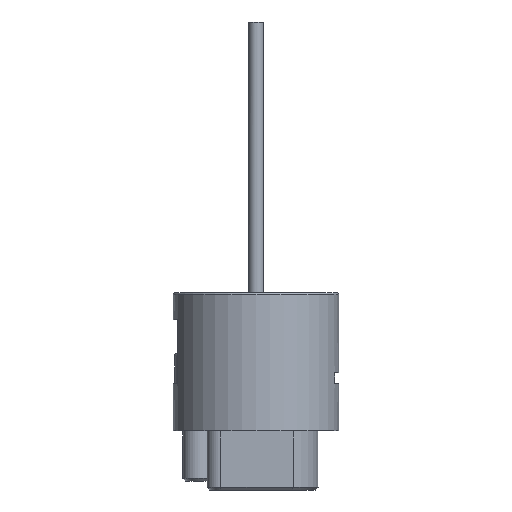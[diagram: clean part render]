
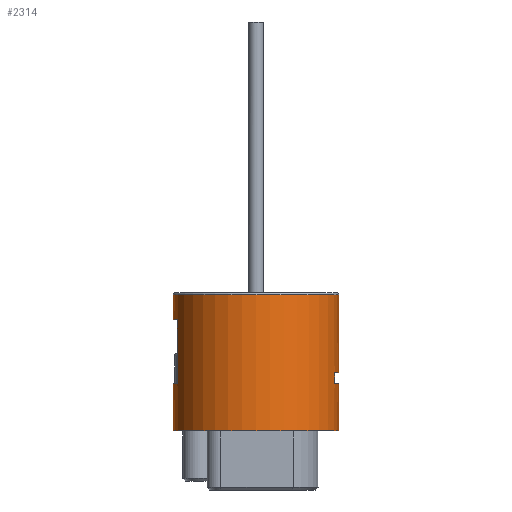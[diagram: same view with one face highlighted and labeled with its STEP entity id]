
A CAD part, left-side view. The second image highlights one B-rep face of the part: STEP entity #2314.
In plain terms, the highlighted cylindrical face has radius 7.747 mm (diameter 15.494 mm), a full revolution.
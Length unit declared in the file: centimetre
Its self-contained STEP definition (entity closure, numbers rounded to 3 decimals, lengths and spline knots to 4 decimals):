
#252=CIRCLE('',#2443,0.7747);
#262=CIRCLE('',#2454,0.7747);
#304=CIRCLE('',#2560,0.7747);
#307=CIRCLE('',#2564,0.7747);
#310=CIRCLE('',#2571,0.7747);
#311=CIRCLE('',#2573,0.7747);
#412=VERTEX_POINT('',#3472);
#413=VERTEX_POINT('',#3473);
#425=VERTEX_POINT('',#3499);
#444=VERTEX_POINT('',#3539);
#508=VERTEX_POINT('',#3755);
#509=VERTEX_POINT('',#3756);
#512=VERTEX_POINT('',#3764);
#515=VERTEX_POINT('',#3772);
#518=VERTEX_POINT('',#3785);
#519=VERTEX_POINT('',#3788);
#590=VECTOR('',#2837,1.);
#621=VECTOR('',#2918,1.);
#651=VECTOR('',#3120,1.);
#658=VECTOR('',#3142,1.);
#728=LINE('',#3471,#590);
#759=LINE('',#3574,#621);
#789=LINE('',#3754,#651);
#796=LINE('',#3779,#658);
#946=EDGE_CURVE('',#412,#413,#728,.T.);
#959=EDGE_CURVE('',#425,#412,#252,.T.);
#979=EDGE_CURVE('',#413,#444,#262,.T.);
#997=EDGE_CURVE('',#444,#425,#759,.T.);
#1068=EDGE_CURVE('',#508,#509,#789,.T.);
#1072=EDGE_CURVE('',#509,#512,#304,.T.);
#1076=EDGE_CURVE('',#515,#508,#307,.T.);
#1080=EDGE_CURVE('',#512,#515,#796,.T.);
#1082=EDGE_CURVE('',#518,#518,#310,.T.);
#1083=EDGE_CURVE('',#519,#519,#311,.T.);
#1626=ORIENTED_EDGE('',*,*,#997,.T.);
#1627=ORIENTED_EDGE('',*,*,#959,.T.);
#1628=ORIENTED_EDGE('',*,*,#946,.T.);
#1629=ORIENTED_EDGE('',*,*,#979,.T.);
#1630=ORIENTED_EDGE('',*,*,#1080,.T.);
#1631=ORIENTED_EDGE('',*,*,#1076,.T.);
#1632=ORIENTED_EDGE('',*,*,#1068,.T.);
#1633=ORIENTED_EDGE('',*,*,#1072,.T.);
#1634=ORIENTED_EDGE('',*,*,#1083,.T.);
#1635=ORIENTED_EDGE('',*,*,#1082,.F.);
#1936=EDGE_LOOP('',(#1626,#1627,#1628,#1629));
#1937=EDGE_LOOP('',(#1630,#1631,#1632,#1633));
#1938=EDGE_LOOP('',(#1634));
#1939=EDGE_LOOP('',(#1635));
#2162=FACE_BOUND('',#1936,.T.);
#2163=FACE_BOUND('',#1937,.T.);
#2164=FACE_BOUND('',#1938,.T.);
#2165=FACE_BOUND('',#1939,.T.);
#2314=ADVANCED_FACE('',(#2162,#2163,#2164,#2165),#3945,.T.);
#2443=AXIS2_PLACEMENT_3D('',#3498,#2860,#2861);
#2454=AXIS2_PLACEMENT_3D('',#3538,#2891,#2892);
#2560=AXIS2_PLACEMENT_3D('',#3763,#3125,#3126);
#2564=AXIS2_PLACEMENT_3D('',#3771,#3133,#3134);
#2571=AXIS2_PLACEMENT_3D('',#3784,#3148,#3149);
#2572=AXIS2_PLACEMENT_3D('',#3786,#3150,#3151);
#2573=AXIS2_PLACEMENT_3D('',#3787,#3152,#3153);
#2837=DIRECTION('',(0.,0.,-1.));
#2860=DIRECTION('',(0.,0.,1.));
#2861=DIRECTION('',(0.775,0.,0.));
#2891=DIRECTION('',(0.,0.,-1.));
#2892=DIRECTION('',(0.775,0.,0.));
#2918=DIRECTION('',(0.,0.,1.));
#3120=DIRECTION('',(0.,0.,-1.));
#3125=DIRECTION('',(0.,0.,-1.));
#3126=DIRECTION('',(0.775,0.,0.));
#3133=DIRECTION('',(0.,0.,1.));
#3134=DIRECTION('',(0.775,0.,0.));
#3142=DIRECTION('',(0.,0.,1.));
#3148=DIRECTION('',(0.,0.,1.));
#3149=DIRECTION('',(-0.775,0.,0.));
#3150=DIRECTION('',(0.,0.,-1.));
#3151=DIRECTION('',(0.775,0.,0.));
#3152=DIRECTION('',(0.,0.,1.));
#3153=DIRECTION('',(0.775,0.,0.));
#3471=CARTESIAN_POINT('',(0.2388,-0.737,-0.8001));
#3472=CARTESIAN_POINT('',(0.2388,-0.737,-0.7493));
#3473=CARTESIAN_POINT('',(0.2388,-0.737,-0.8509));
#3498=CARTESIAN_POINT('',(0.,0.,-0.7493));
#3499=CARTESIAN_POINT('',(-0.2388,-0.737,-0.7493));
#3538=CARTESIAN_POINT('',(0.,0.,-0.8509));
#3539=CARTESIAN_POINT('',(-0.2388,-0.737,-0.8509));
#3574=CARTESIAN_POINT('',(-0.2388,-0.737,-0.8001));
#3754=CARTESIAN_POINT('',(-0.24,0.7366,-0.5525));
#3755=CARTESIAN_POINT('',(-0.24,0.7366,-0.254));
#3756=CARTESIAN_POINT('',(-0.24,0.7366,-0.8509));
#3763=CARTESIAN_POINT('',(0.,0.,-0.8509));
#3764=CARTESIAN_POINT('',(0.2394,0.7368,-0.8509));
#3771=CARTESIAN_POINT('',(0.,0.,-0.254));
#3772=CARTESIAN_POINT('',(0.2394,0.7368,-0.254));
#3779=CARTESIAN_POINT('',(0.2394,0.7368,-0.5525));
#3784=CARTESIAN_POINT('',(0.,0.,-0.0178));
#3785=CARTESIAN_POINT('',(0.7747,0.,-0.0178));
#3786=CARTESIAN_POINT('',(0.,0.,0.));
#3787=CARTESIAN_POINT('',(0.,0.,-1.2954));
#3788=CARTESIAN_POINT('',(0.7747,0.,-1.2954));
#3945=CYLINDRICAL_SURFACE('',#2572,0.7747);
